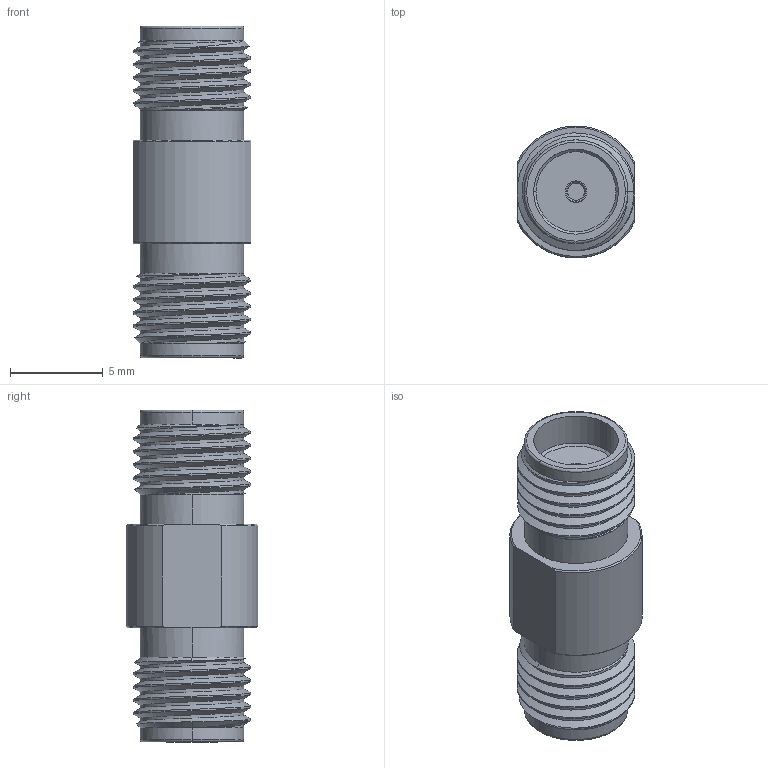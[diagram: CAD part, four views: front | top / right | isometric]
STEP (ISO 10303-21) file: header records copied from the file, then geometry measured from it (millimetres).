
FILE_DESCRIPTION (( 'STEP AP203' ), '1' );
FILE_NAME ('PE9725.step', '2018-08-10T15:44:26', ( '' ), ( '' ), 'SwSTEP 2.0', 'SolidWorks 2017', '' );
FILE_SCHEMA (( 'CONFIG_CONTROL_DESIGN' ));
Length unit declared in the file: inch
Products named in the file (1): PE9725
Bounding box: 6.35 x 7.09 x 17.88 mm (x, y, z)
Volume: 446 mm3; surface area: 617 mm2
Topology: 1 solids, 1 shells, 107 faces, 270 edges, 172 vertices
Faces by surface type: cylinder 44, plane 27, cone 26, bspline 6, torus 4
Entity records: 5421 total; most frequent: CARTESIAN_POINT 2946, ORIENTED_EDGE 540, DIRECTION 466, EDGE_CURVE 270, AXIS2_PLACEMENT_3D 186, VERTEX_POINT 172, EDGE_LOOP 114, FACE_OUTER_BOUND 107
